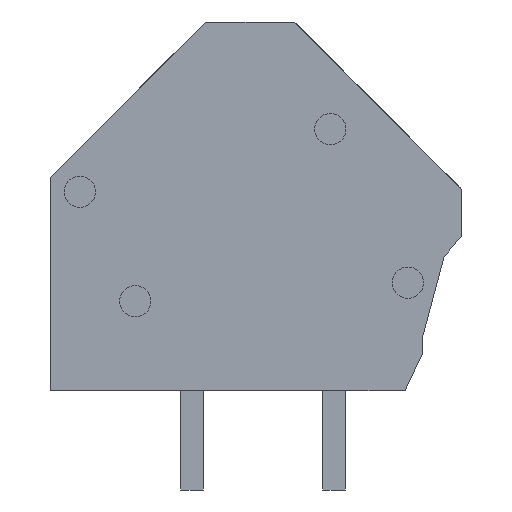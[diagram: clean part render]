
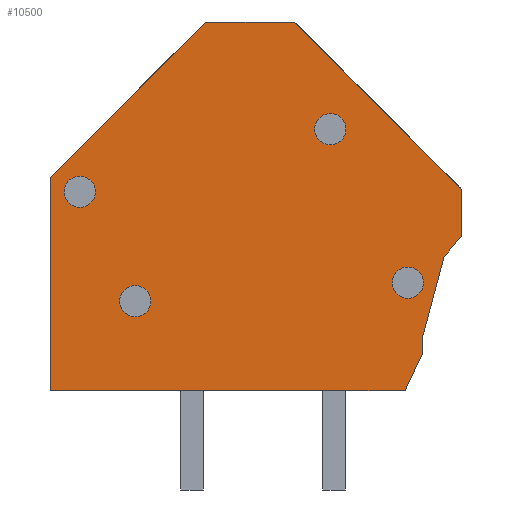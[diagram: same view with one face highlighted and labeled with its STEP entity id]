
A CAD part, left-side view. The second image highlights one B-rep face of the part: STEP entity #10500.
In plain terms, the highlighted planar face has unit normal (-1, 0, 0).
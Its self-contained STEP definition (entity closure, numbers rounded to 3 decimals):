
#10413=AXIS2_PLACEMENT_3D('Plane Axis2P3D',#10410,#10411,#10412) ;
#10430=AXIS2_PLACEMENT_3D('Circle Axis2P3D',#10428,#10429,$) ;
#10439=AXIS2_PLACEMENT_3D('Circle Axis2P3D',#10437,#10438,$) ;
#10448=AXIS2_PLACEMENT_3D('Circle Axis2P3D',#10446,#10447,$) ;
#10457=AXIS2_PLACEMENT_3D('Circle Axis2P3D',#10455,#10456,$) ;
#10466=AXIS2_PLACEMENT_3D('Circle Axis2P3D',#10464,#10465,$) ;
#10475=AXIS2_PLACEMENT_3D('Circle Axis2P3D',#10473,#10474,$) ;
#10484=AXIS2_PLACEMENT_3D('Circle Axis2P3D',#10482,#10483,$) ;
#10493=AXIS2_PLACEMENT_3D('Circle Axis2P3D',#10491,#10492,$) ;
#10085=CARTESIAN_POINT('Vertex',(0.7,2.,3.5)) ;
#10099=CARTESIAN_POINT('Vertex',(0.7,1.37,4.85)) ;
#10102=CARTESIAN_POINT('Line Origine',(0.7,1.685,4.175)) ;
#10130=CARTESIAN_POINT('Vertex',(0.7,1.37,5.45)) ;
#10133=CARTESIAN_POINT('Line Origine',(0.7,1.37,5.15)) ;
#10161=CARTESIAN_POINT('Vertex',(0.7,0.634,8.2)) ;
#10164=CARTESIAN_POINT('Line Origine',(0.7,1.002,6.825)) ;
#10192=CARTESIAN_POINT('Vertex',(0.7,0.,8.953)) ;
#10195=CARTESIAN_POINT('Line Origine',(0.7,0.317,8.577)) ;
#10223=CARTESIAN_POINT('Vertex',(0.7,0.,10.58)) ;
#10226=CARTESIAN_POINT('Line Origine',(0.7,0.,9.766)) ;
#10254=CARTESIAN_POINT('Vertex',(0.7,5.898,16.478)) ;
#10257=CARTESIAN_POINT('Line Origine',(0.7,2.949,13.529)) ;
#10285=CARTESIAN_POINT('Vertex',(0.7,9.022,16.478)) ;
#10288=CARTESIAN_POINT('Line Origine',(0.7,7.46,16.478)) ;
#10316=CARTESIAN_POINT('Vertex',(0.7,14.5,11.)) ;
#10319=CARTESIAN_POINT('Line Origine',(0.7,11.761,13.739)) ;
#10347=CARTESIAN_POINT('Vertex',(0.7,14.5,3.5)) ;
#10350=CARTESIAN_POINT('Line Origine',(0.7,14.5,7.25)) ;
#10378=CARTESIAN_POINT('Vertex',(0.7,12.7,3.5)) ;
#10381=CARTESIAN_POINT('Line Origine',(0.7,13.6,3.5)) ;
#10398=CARTESIAN_POINT('Line Origine',(0.7,7.35,3.5)) ;
#10410=CARTESIAN_POINT('Axis2P3D Location',(0.7,0.,0.)) ;
#10428=CARTESIAN_POINT('Axis2P3D Location',(0.7,13.45,10.5)) ;
#10432=CARTESIAN_POINT('Vertex',(0.7,12.9,10.5)) ;
#10434=CARTESIAN_POINT('Vertex',(0.7,14.,10.5)) ;
#10437=CARTESIAN_POINT('Axis2P3D Location',(0.7,13.45,10.5)) ;
#10446=CARTESIAN_POINT('Axis2P3D Location',(0.7,4.632,12.707)) ;
#10450=CARTESIAN_POINT('Vertex',(0.7,4.082,12.707)) ;
#10452=CARTESIAN_POINT('Vertex',(0.7,5.182,12.707)) ;
#10455=CARTESIAN_POINT('Axis2P3D Location',(0.7,4.632,12.707)) ;
#10464=CARTESIAN_POINT('Axis2P3D Location',(0.7,11.5,6.65)) ;
#10468=CARTESIAN_POINT('Vertex',(0.7,10.95,6.65)) ;
#10470=CARTESIAN_POINT('Vertex',(0.7,12.05,6.65)) ;
#10473=CARTESIAN_POINT('Axis2P3D Location',(0.7,11.5,6.65)) ;
#10482=CARTESIAN_POINT('Axis2P3D Location',(0.7,1.9,7.3)) ;
#10486=CARTESIAN_POINT('Vertex',(0.7,1.35,7.3)) ;
#10488=CARTESIAN_POINT('Vertex',(0.7,2.45,7.3)) ;
#10491=CARTESIAN_POINT('Axis2P3D Location',(0.7,1.9,7.3)) ;
#10103=DIRECTION('Vector Direction',(0.,-0.423,0.906)) ;
#10134=DIRECTION('Vector Direction',(0.,0.,1.)) ;
#10165=DIRECTION('Vector Direction',(0.,-0.259,0.966)) ;
#10196=DIRECTION('Vector Direction',(0.,-0.644,0.765)) ;
#10227=DIRECTION('Vector Direction',(0.,0.,-1.)) ;
#10258=DIRECTION('Vector Direction',(0.,0.707,0.707)) ;
#10289=DIRECTION('Vector Direction',(0.,-1.,0.)) ;
#10320=DIRECTION('Vector Direction',(0.,-0.707,0.707)) ;
#10351=DIRECTION('Vector Direction',(0.,0.,-1.)) ;
#10382=DIRECTION('Vector Direction',(0.,-1.,0.)) ;
#10399=DIRECTION('Vector Direction',(0.,-1.,0.)) ;
#10411=DIRECTION('Axis2P3D Direction',(-1.,0.,0.)) ;
#10412=DIRECTION('Axis2P3D XDirection',(0.,-1.,0.)) ;
#10429=DIRECTION('Axis2P3D Direction',(-1.,0.,0.)) ;
#10438=DIRECTION('Axis2P3D Direction',(-1.,0.,0.)) ;
#10447=DIRECTION('Axis2P3D Direction',(-1.,0.,0.)) ;
#10456=DIRECTION('Axis2P3D Direction',(-1.,0.,0.)) ;
#10465=DIRECTION('Axis2P3D Direction',(-1.,0.,0.)) ;
#10474=DIRECTION('Axis2P3D Direction',(-1.,0.,0.)) ;
#10483=DIRECTION('Axis2P3D Direction',(-1.,0.,0.)) ;
#10492=DIRECTION('Axis2P3D Direction',(-1.,0.,0.)) ;
#10104=VECTOR('Line Direction',#10103,1.) ;
#10135=VECTOR('Line Direction',#10134,1.) ;
#10166=VECTOR('Line Direction',#10165,1.) ;
#10197=VECTOR('Line Direction',#10196,1.) ;
#10228=VECTOR('Line Direction',#10227,1.) ;
#10259=VECTOR('Line Direction',#10258,1.) ;
#10290=VECTOR('Line Direction',#10289,1.) ;
#10321=VECTOR('Line Direction',#10320,1.) ;
#10352=VECTOR('Line Direction',#10351,1.) ;
#10383=VECTOR('Line Direction',#10382,1.) ;
#10400=VECTOR('Line Direction',#10399,1.) ;
#10416=ORIENTED_EDGE('',*,*,#10106,.T.) ;
#10417=ORIENTED_EDGE('',*,*,#10137,.T.) ;
#10418=ORIENTED_EDGE('',*,*,#10168,.T.) ;
#10419=ORIENTED_EDGE('',*,*,#10199,.T.) ;
#10420=ORIENTED_EDGE('',*,*,#10230,.T.) ;
#10421=ORIENTED_EDGE('',*,*,#10261,.T.) ;
#10422=ORIENTED_EDGE('',*,*,#10292,.T.) ;
#10423=ORIENTED_EDGE('',*,*,#10323,.T.) ;
#10424=ORIENTED_EDGE('',*,*,#10354,.T.) ;
#10425=ORIENTED_EDGE('',*,*,#10385,.T.) ;
#10426=ORIENTED_EDGE('',*,*,#10402,.T.) ;
#10443=ORIENTED_EDGE('',*,*,#10436,.F.) ;
#10444=ORIENTED_EDGE('',*,*,#10441,.F.) ;
#10461=ORIENTED_EDGE('',*,*,#10454,.F.) ;
#10462=ORIENTED_EDGE('',*,*,#10459,.F.) ;
#10479=ORIENTED_EDGE('',*,*,#10472,.F.) ;
#10480=ORIENTED_EDGE('',*,*,#10477,.F.) ;
#10497=ORIENTED_EDGE('',*,*,#10490,.F.) ;
#10498=ORIENTED_EDGE('',*,*,#10495,.F.) ;
#10445=FACE_BOUND('',#10442,.T.) ;
#10463=FACE_BOUND('',#10460,.T.) ;
#10481=FACE_BOUND('',#10478,.T.) ;
#10499=FACE_BOUND('',#10496,.T.) ;
#10500=ADVANCED_FACE('End plate_LMZF.1\\Hauptkoerper',(#10427,#10445,#10463,#10481,#10499),#10414,.T.) ;
#10431=CIRCLE('generated circle',#10430,0.55) ;
#10440=CIRCLE('generated circle',#10439,0.55) ;
#10449=CIRCLE('generated circle',#10448,0.55) ;
#10458=CIRCLE('generated circle',#10457,0.55) ;
#10467=CIRCLE('generated circle',#10466,0.55) ;
#10476=CIRCLE('generated circle',#10475,0.55) ;
#10485=CIRCLE('generated circle',#10484,0.55) ;
#10494=CIRCLE('generated circle',#10493,0.55) ;
#10106=EDGE_CURVE('',#10086,#10100,#10105,.T.) ;
#10137=EDGE_CURVE('',#10100,#10131,#10136,.T.) ;
#10168=EDGE_CURVE('',#10131,#10162,#10167,.T.) ;
#10199=EDGE_CURVE('',#10162,#10193,#10198,.T.) ;
#10230=EDGE_CURVE('',#10193,#10224,#10229,.F.) ;
#10261=EDGE_CURVE('',#10224,#10255,#10260,.T.) ;
#10292=EDGE_CURVE('',#10255,#10286,#10291,.F.) ;
#10323=EDGE_CURVE('',#10286,#10317,#10322,.F.) ;
#10354=EDGE_CURVE('',#10317,#10348,#10353,.T.) ;
#10385=EDGE_CURVE('',#10348,#10379,#10384,.T.) ;
#10402=EDGE_CURVE('',#10379,#10086,#10401,.T.) ;
#10436=EDGE_CURVE('',#10433,#10435,#10431,.T.) ;
#10441=EDGE_CURVE('',#10435,#10433,#10440,.T.) ;
#10454=EDGE_CURVE('',#10451,#10453,#10449,.T.) ;
#10459=EDGE_CURVE('',#10453,#10451,#10458,.T.) ;
#10472=EDGE_CURVE('',#10469,#10471,#10467,.T.) ;
#10477=EDGE_CURVE('',#10471,#10469,#10476,.T.) ;
#10490=EDGE_CURVE('',#10487,#10489,#10485,.T.) ;
#10495=EDGE_CURVE('',#10489,#10487,#10494,.T.) ;
#10415=EDGE_LOOP('',(#10416,#10417,#10418,#10419,#10420,#10421,#10422,#10423,#10424,#10425,#10426)) ;
#10442=EDGE_LOOP('',(#10443,#10444)) ;
#10460=EDGE_LOOP('',(#10461,#10462)) ;
#10478=EDGE_LOOP('',(#10479,#10480)) ;
#10496=EDGE_LOOP('',(#10497,#10498)) ;
#10427=FACE_OUTER_BOUND('',#10415,.T.) ;
#10105=LINE('Line',#10102,#10104) ;
#10136=LINE('Line',#10133,#10135) ;
#10167=LINE('Line',#10164,#10166) ;
#10198=LINE('Line',#10195,#10197) ;
#10229=LINE('Line',#10226,#10228) ;
#10260=LINE('Line',#10257,#10259) ;
#10291=LINE('Line',#10288,#10290) ;
#10322=LINE('Line',#10319,#10321) ;
#10353=LINE('Line',#10350,#10352) ;
#10384=LINE('Line',#10381,#10383) ;
#10401=LINE('Line',#10398,#10400) ;
#10414=PLANE('',#10413) ;
#10086=VERTEX_POINT('',#10085) ;
#10100=VERTEX_POINT('',#10099) ;
#10131=VERTEX_POINT('',#10130) ;
#10162=VERTEX_POINT('',#10161) ;
#10193=VERTEX_POINT('',#10192) ;
#10224=VERTEX_POINT('',#10223) ;
#10255=VERTEX_POINT('',#10254) ;
#10286=VERTEX_POINT('',#10285) ;
#10317=VERTEX_POINT('',#10316) ;
#10348=VERTEX_POINT('',#10347) ;
#10379=VERTEX_POINT('',#10378) ;
#10433=VERTEX_POINT('',#10432) ;
#10435=VERTEX_POINT('',#10434) ;
#10451=VERTEX_POINT('',#10450) ;
#10453=VERTEX_POINT('',#10452) ;
#10469=VERTEX_POINT('',#10468) ;
#10471=VERTEX_POINT('',#10470) ;
#10487=VERTEX_POINT('',#10486) ;
#10489=VERTEX_POINT('',#10488) ;
